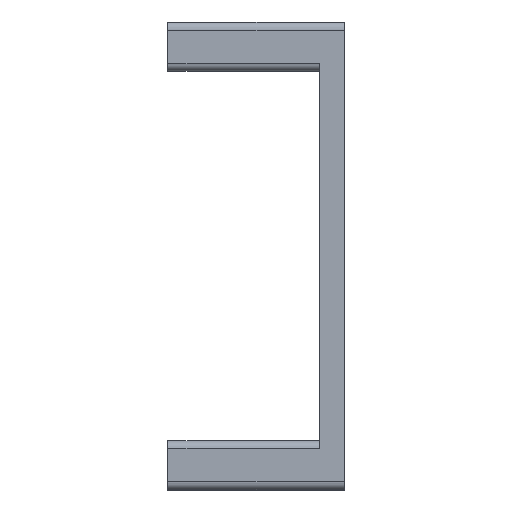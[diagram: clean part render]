
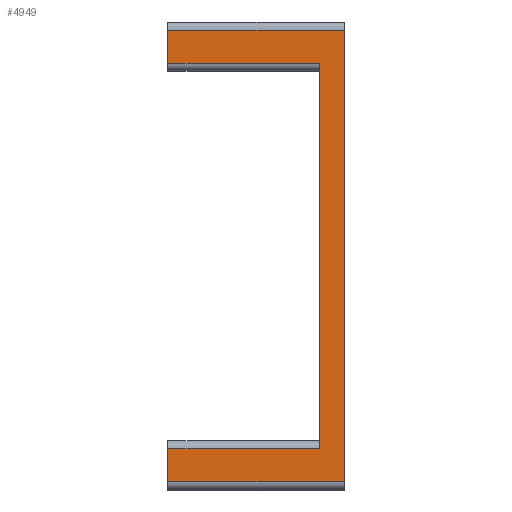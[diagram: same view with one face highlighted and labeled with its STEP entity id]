
A CAD part, left-side view. The second image highlights one B-rep face of the part: STEP entity #4949.
In plain terms, the highlighted planar face has unit normal (-1, 0, 0).
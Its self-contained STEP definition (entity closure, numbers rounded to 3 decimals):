
#123=PLANE('',#5207);
#322=FACE_OUTER_BOUND('',#564,.T.);
#564=EDGE_LOOP('',(#3468,#3469,#3470,#3471,#3472,#3473,#3474,#3475));
#914=LINE('',#6839,#1545);
#915=LINE('',#6842,#1546);
#916=LINE('',#6844,#1547);
#917=LINE('',#6846,#1548);
#918=LINE('',#6848,#1549);
#919=LINE('',#6850,#1550);
#920=LINE('',#6852,#1551);
#921=LINE('',#6853,#1552);
#1545=VECTOR('',#5544,10.);
#1546=VECTOR('',#5547,10.);
#1547=VECTOR('',#5548,10.);
#1548=VECTOR('',#5549,10.);
#1549=VECTOR('',#5550,10.);
#1550=VECTOR('',#5551,10.);
#1551=VECTOR('',#5552,10.);
#1552=VECTOR('',#5553,10.);
#2265=VERTEX_POINT('',#6833);
#2267=VERTEX_POINT('',#6837);
#2268=VERTEX_POINT('',#6841);
#2269=VERTEX_POINT('',#6843);
#2270=VERTEX_POINT('',#6845);
#2271=VERTEX_POINT('',#6847);
#2272=VERTEX_POINT('',#6849);
#2273=VERTEX_POINT('',#6851);
#2747=EDGE_CURVE('',#2265,#2267,#914,.T.);
#2748=EDGE_CURVE('',#2267,#2268,#915,.T.);
#2749=EDGE_CURVE('',#2268,#2269,#916,.T.);
#2750=EDGE_CURVE('',#2269,#2270,#917,.T.);
#2751=EDGE_CURVE('',#2270,#2271,#918,.T.);
#2752=EDGE_CURVE('',#2272,#2271,#919,.T.);
#2753=EDGE_CURVE('',#2272,#2273,#920,.T.);
#2754=EDGE_CURVE('',#2273,#2265,#921,.T.);
#3468=ORIENTED_EDGE('',*,*,#2748,.T.);
#3469=ORIENTED_EDGE('',*,*,#2749,.T.);
#3470=ORIENTED_EDGE('',*,*,#2750,.T.);
#3471=ORIENTED_EDGE('',*,*,#2751,.T.);
#3472=ORIENTED_EDGE('',*,*,#2752,.F.);
#3473=ORIENTED_EDGE('',*,*,#2753,.T.);
#3474=ORIENTED_EDGE('',*,*,#2754,.T.);
#3475=ORIENTED_EDGE('',*,*,#2747,.T.);
#4949=ADVANCED_FACE('',(#322),#123,.F.);
#5207=AXIS2_PLACEMENT_3D('',#6840,#5545,#5546);
#5544=DIRECTION('',(0.,-1.,0.));
#5545=DIRECTION('center_axis',(1.,0.,0.));
#5546=DIRECTION('ref_axis',(0.,0.,
-1.));
#5547=DIRECTION('',(0.,0.,-1.));
#5548=DIRECTION('',(0.,1.,0.));
#5549=DIRECTION('',(0.,0.,-1.));
#5550=DIRECTION('',(0.,-1.,0.));
#5551=DIRECTION('',(0.,0.,-1.));
#5552=DIRECTION('',(0.,1.,0.));
#5553=DIRECTION('',(0.,0.,-1.));
#6833=CARTESIAN_POINT('',(56.431,32.881,-7.));
#6837=CARTESIAN_POINT('',(56.431,14.431,-7.));
#6839=CARTESIAN_POINT('',(56.431,12.931,-7.));
#6840=CARTESIAN_POINT('Origin',(56.431,11.431,-5.2));
#6841=CARTESIAN_POINT('',(56.431,14.431,-54.));
#6842=CARTESIAN_POINT('',(56.431,14.431,-2.));
#6843=CARTESIAN_POINT('',(56.431,32.881,-54.));
#6844=CARTESIAN_POINT('',(56.431,12.931,-54.));
#6845=CARTESIAN_POINT('',(56.431,32.881,-58.));
#6846=CARTESIAN_POINT('',(56.431,32.881,-2.));
#6847=CARTESIAN_POINT('',(56.431,11.431,-58.));
#6848=CARTESIAN_POINT('',(56.431,11.431,-58.));
#6849=CARTESIAN_POINT('',(56.431,11.431,-3.));
#6850=CARTESIAN_POINT('',(56.431,11.431,-2.));
#6851=CARTESIAN_POINT('',(56.431,32.881,-3.));
#6852=CARTESIAN_POINT('',(56.431,11.431,-3.));
#6853=CARTESIAN_POINT('',(56.431,32.881,-2.));
